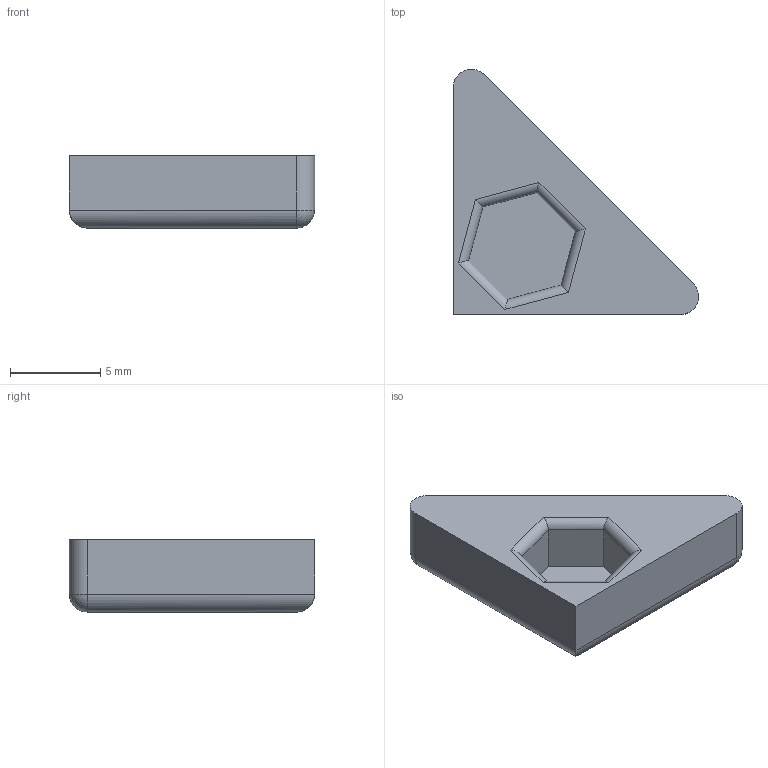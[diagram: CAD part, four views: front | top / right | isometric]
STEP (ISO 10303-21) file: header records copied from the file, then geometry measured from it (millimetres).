
FILE_DESCRIPTION(/* description */ (''),/* implementation_level */ '2;1');
FILE_NAME(/* name */ 'M3 nut covers.step',/* time_stamp */ '2025-04-25T17:56:08+02:00',/* author */ (''),/* organization */ (''),/* preprocessor_version */ 'ST-DEVELOPER v20.1',/* originating_system */ 'Autodesk Translation Framework v14.4.0.0',/* authorisation */ '');
FILE_SCHEMA (('AUTOMOTIVE_DESIGN { 1 0 10303 214 3 1 1 }'));
Length unit declared in the file: millimetre
Products named in the file (1): M3 nut coverts for macroboard
Bounding box: 13.58 x 13.58 x 4 mm (x, y, z)
Volume: 356.5 mm3; surface area: 436.1 mm2
Topology: 1 solids, 1 shells, 25 faces, 53 edges, 31 vertices
Faces by surface type: plane 12, cylinder 11, sphere 2
Entity records: 691 total; most frequent: DIRECTION 120, CARTESIAN_POINT 110, ORIENTED_EDGE 106, EDGE_CURVE 53, AXIS2_PLACEMENT_3D 41, LINE 38, VECTOR 38, VERTEX_POINT 31
